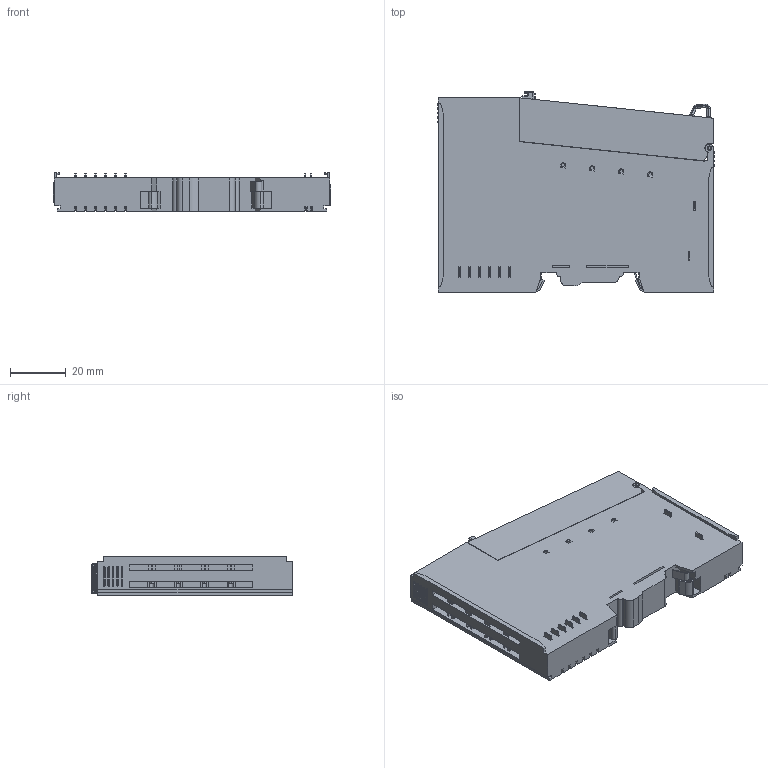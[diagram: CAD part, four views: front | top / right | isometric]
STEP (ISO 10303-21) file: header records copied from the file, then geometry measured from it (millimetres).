
FILE_DESCRIPTION((''),'2;1');
FILE_NAME('RT-1238','2016-02-18T',('MyeongGi'),(''),'PRO/ENGINEER BY PARAMETRIC TECHNOLOGY CORPORATION, 2006170','PRO/ENGINEER BY PARAMETRIC TECHNOLOGY CORPORATION, 2006170','');
FILE_SCHEMA(('CONFIG_CONTROL_DESIGN'));
Length unit declared in the file: millimetre
Products named in the file (1): RT-1238
Bounding box: 99.8 x 72.19 x 13.9 mm (x, y, z)
Volume: 74930.3 mm3; surface area: 25859.6 mm2
Topology: 3 solids, 4 shells, 1167 faces, 2976 edges, 1876 vertices
Faces by surface type: plane 817, cylinder 230, cone 58, bspline 36, sphere 16, torus 10
Entity records: 36052 total; most frequent: CARTESIAN_POINT 7974, ORIENTED_EDGE 5888, DIRECTION 5569, EDGE_CURVE 2944, VECTOR 2349, LINE 2349, VERTEX_POINT 1876, AXIS2_PLACEMENT_3D 1610
